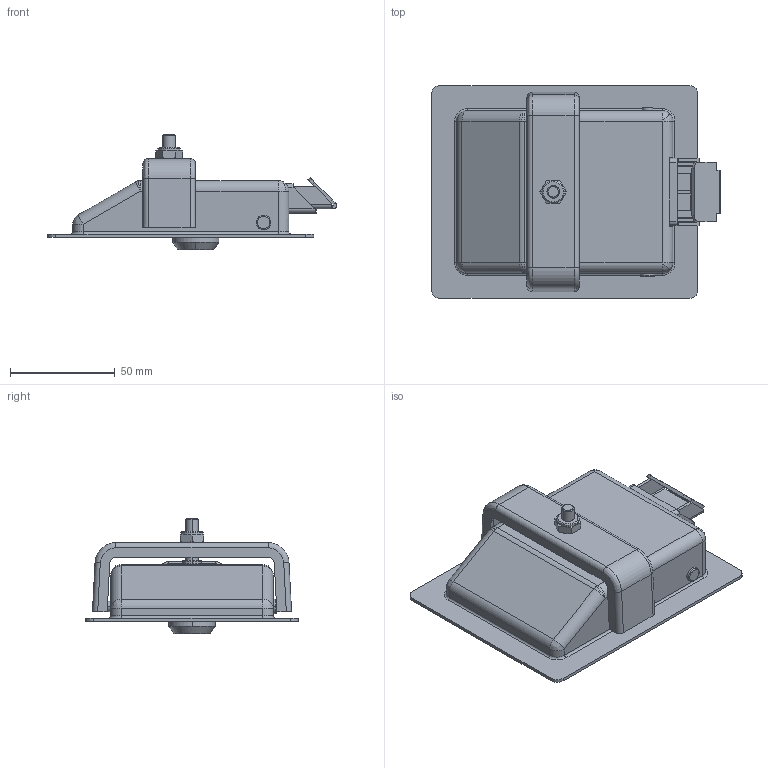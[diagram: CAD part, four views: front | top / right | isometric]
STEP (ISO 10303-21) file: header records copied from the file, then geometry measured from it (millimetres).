
FILE_DESCRIPTION(/* description */ (''),/* implementation_level */ '2;1');
FILE_NAME(/* name */ 'ms866-3-3A',/* time_stamp */ '2024-10-24T15:15:10+08:00',/* author */ (''),/* organization */ (''),/* preprocessor_version */ 'ST-DEVELOPER v19.2',/* originating_system */ 'Rhino 8.5',/* authorisation */ '');
FILE_SCHEMA (('CONFIG_CONTROL_DESIGN'));
Length unit declared in the file: millimetre
Products named in the file (1): Document
Bounding box: 137.72 x 101.5 x 54.9 mm (x, y, z)
Volume: 52792.1 mm3; surface area: 77175.2 mm2
Topology: 17 solids, 18 shells, 566 faces, 1416 edges, 864 vertices
Faces by surface type: plane 251, cylinder 189, bspline 126
Entity records: 27591 total; most frequent: CARTESIAN_POINT 16058, ORIENTED_EDGE 2788, EDGE_CURVE 1398, DIRECTION 1362, B_SPLINE_CURVE_WITH_KNOTS 940, AXIS2_PLACEMENT_3D 901, VERTEX_POINT 864, EDGE_LOOP 598
